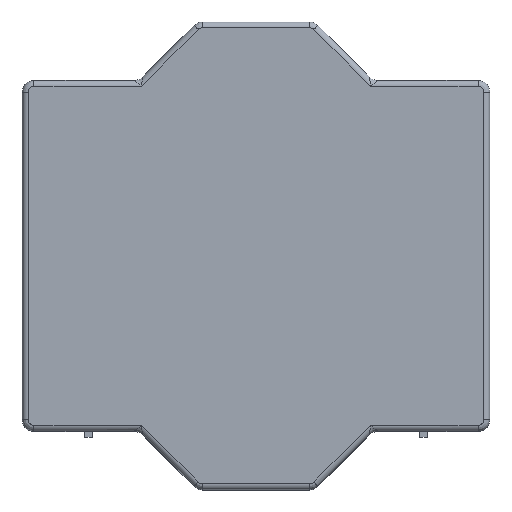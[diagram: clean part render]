
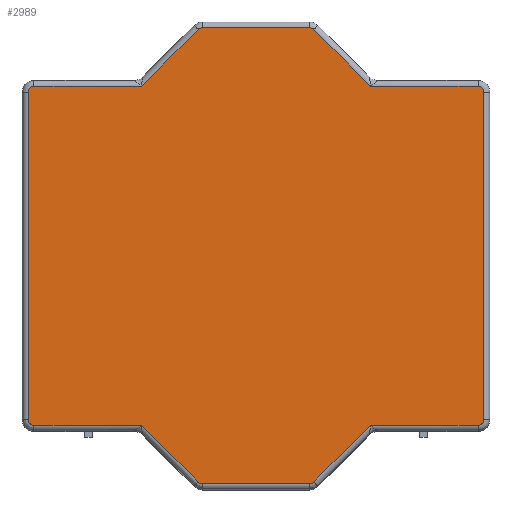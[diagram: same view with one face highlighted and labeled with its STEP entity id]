
A CAD part, top view. The second image highlights one B-rep face of the part: STEP entity #2989.
In plain terms, the highlighted planar face has unit normal (0, 0, 1).
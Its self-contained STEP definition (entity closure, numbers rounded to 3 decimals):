
#219=CIRCLE('',#3302,0.1);
#220=CIRCLE('',#3303,0.1);
#221=CIRCLE('',#3304,0.1);
#222=CIRCLE('',#3305,0.1);
#223=CIRCLE('',#3306,0.1);
#224=CIRCLE('',#3307,0.1);
#225=CIRCLE('',#3308,0.1);
#226=CIRCLE('',#3309,0.1);
#474=FACE_OUTER_BOUND('',#660,.T.);
#660=EDGE_LOOP('',(#2484,#2485,#2486,#2487,#2488,#2489,#2490,#2491,#2492,
#2493,#2494,#2495,#2496,#2497,#2498,#2499,#2500,#2501,#2502,#2503));
#902=LINE('',#5100,#1130);
#903=LINE('',#5104,#1131);
#904=LINE('',#5106,#1132);
#905=LINE('',#5110,#1133);
#906=LINE('',#5114,#1134);
#907=LINE('',#5116,#1135);
#908=LINE('',#5120,#1136);
#909=LINE('',#5124,#1137);
#910=LINE('',#5126,#1138);
#911=LINE('',#5130,#1139);
#912=LINE('',#5134,#1140);
#913=LINE('',#5135,#1141);
#1130=VECTOR('',#4036,1000.);
#1131=VECTOR('',#4039,1000.);
#1132=VECTOR('',#4040,1000.);
#1133=VECTOR('',#4043,1000.);
#1134=VECTOR('',#4046,1000.);
#1135=VECTOR('',#4047,1000.);
#1136=VECTOR('',#4050,1000.);
#1137=VECTOR('',#4053,1000.);
#1138=VECTOR('',#4054,1000.);
#1139=VECTOR('',#4057,1000.);
#1140=VECTOR('',#4060,1000.);
#1141=VECTOR('',#4061,1000.);
#1382=VERTEX_POINT('',#5096);
#1383=VERTEX_POINT('',#5097);
#1384=VERTEX_POINT('',#5099);
#1385=VERTEX_POINT('',#5101);
#1386=VERTEX_POINT('',#5103);
#1387=VERTEX_POINT('',#5105);
#1388=VERTEX_POINT('',#5107);
#1389=VERTEX_POINT('',#5109);
#1390=VERTEX_POINT('',#5111);
#1391=VERTEX_POINT('',#5113);
#1392=VERTEX_POINT('',#5115);
#1393=VERTEX_POINT('',#5117);
#1394=VERTEX_POINT('',#5119);
#1395=VERTEX_POINT('',#5121);
#1396=VERTEX_POINT('',#5123);
#1397=VERTEX_POINT('',#5125);
#1398=VERTEX_POINT('',#5127);
#1399=VERTEX_POINT('',#5129);
#1400=VERTEX_POINT('',#5131);
#1401=VERTEX_POINT('',#5133);
#1756=EDGE_CURVE('',#1382,#1383,#219,.T.);
#1757=EDGE_CURVE('',#1382,#1384,#902,.T.);
#1758=EDGE_CURVE('',#1385,#1384,#220,.T.);
#1759=EDGE_CURVE('',#1385,#1386,#903,.T.);
#1760=EDGE_CURVE('',#1386,#1387,#904,.T.);
#1761=EDGE_CURVE('',#1388,#1387,#221,.T.);
#1762=EDGE_CURVE('',#1388,#1389,#905,.T.);
#1763=EDGE_CURVE('',#1390,#1389,#222,.T.);
#1764=EDGE_CURVE('',#1390,#1391,#906,.T.);
#1765=EDGE_CURVE('',#1391,#1392,#907,.T.);
#1766=EDGE_CURVE('',#1393,#1392,#223,.T.);
#1767=EDGE_CURVE('',#1393,#1394,#908,.T.);
#1768=EDGE_CURVE('',#1395,#1394,#224,.T.);
#1769=EDGE_CURVE('',#1395,#1396,#909,.T.);
#1770=EDGE_CURVE('',#1396,#1397,#910,.T.);
#1771=EDGE_CURVE('',#1398,#1397,#225,.T.);
#1772=EDGE_CURVE('',#1398,#1399,#911,.T.);
#1773=EDGE_CURVE('',#1400,#1399,#226,.T.);
#1774=EDGE_CURVE('',#1400,#1401,#912,.T.);
#1775=EDGE_CURVE('',#1401,#1383,#913,.T.);
#2484=ORIENTED_EDGE('',*,*,#1756,.F.);
#2485=ORIENTED_EDGE('',*,*,#1757,.T.);
#2486=ORIENTED_EDGE('',*,*,#1758,.F.);
#2487=ORIENTED_EDGE('',*,*,#1759,.T.);
#2488=ORIENTED_EDGE('',*,*,#1760,.T.);
#2489=ORIENTED_EDGE('',*,*,#1761,.F.);
#2490=ORIENTED_EDGE('',*,*,#1762,.T.);
#2491=ORIENTED_EDGE('',*,*,#1763,.F.);
#2492=ORIENTED_EDGE('',*,*,#1764,.T.);
#2493=ORIENTED_EDGE('',*,*,#1765,.T.);
#2494=ORIENTED_EDGE('',*,*,#1766,.F.);
#2495=ORIENTED_EDGE('',*,*,#1767,.T.);
#2496=ORIENTED_EDGE('',*,*,#1768,.F.);
#2497=ORIENTED_EDGE('',*,*,#1769,.T.);
#2498=ORIENTED_EDGE('',*,*,#1770,.T.);
#2499=ORIENTED_EDGE('',*,*,#1771,.F.);
#2500=ORIENTED_EDGE('',*,*,#1772,.T.);
#2501=ORIENTED_EDGE('',*,*,#1773,.F.);
#2502=ORIENTED_EDGE('',*,*,#1774,.T.);
#2503=ORIENTED_EDGE('',*,*,#1775,.T.);
#2830=PLANE('',#3301);
#2989=ADVANCED_FACE('',(#474),#2830,.F.);
#3301=AXIS2_PLACEMENT_3D('',#5095,#4032,#4033);
#3302=AXIS2_PLACEMENT_3D('',#5098,#4034,#4035);
#3303=AXIS2_PLACEMENT_3D('',#5102,#4037,#4038);
#3304=AXIS2_PLACEMENT_3D('',#5108,#4041,#4042);
#3305=AXIS2_PLACEMENT_3D('',#5112,#4044,#4045);
#3306=AXIS2_PLACEMENT_3D('',#5118,#4048,#4049);
#3307=AXIS2_PLACEMENT_3D('',#5122,#4051,#4052);
#3308=AXIS2_PLACEMENT_3D('',#5128,#4055,#4056);
#3309=AXIS2_PLACEMENT_3D('',#5132,#4058,#4059);
#4032=DIRECTION('center_axis',(0.,0.,-1.));
#4033=DIRECTION('ref_axis',(0.,-1.,0.));
#4034=DIRECTION('center_axis',(0.,0.,-1.));
#4035=DIRECTION('ref_axis',(0.,-1.,0.));
#4036=DIRECTION('',(-1.,0.,0.));
#4037=DIRECTION('center_axis',(0.,0.,-1.));
#4038=DIRECTION('ref_axis',(0.,-1.,0.));
#4039=DIRECTION('',(-0.707,-0.707,0.));
#4040=DIRECTION('',(-1.,0.,0.));
#4041=DIRECTION('center_axis',(0.,0.,-1.));
#4042=DIRECTION('ref_axis',(0.,-1.,0.));
#4043=DIRECTION('',(0.,-1.,0.));
#4044=DIRECTION('center_axis',(0.,0.,-1.));
#4045=DIRECTION('ref_axis',(0.,-1.,0.));
#4046=DIRECTION('',(1.,0.,0.));
#4047=DIRECTION('',(0.707,-0.707,0.));
#4048=DIRECTION('center_axis',(0.,0.,-1.));
#4049=DIRECTION('ref_axis',(0.,-1.,0.));
#4050=DIRECTION('',(1.,0.,0.));
#4051=DIRECTION('center_axis',(0.,0.,-1.));
#4052=DIRECTION('ref_axis',(0.,-1.,0.));
#4053=DIRECTION('',(0.707,0.707,0.));
#4054=DIRECTION('',(1.,0.,0.));
#4055=DIRECTION('center_axis',(0.,0.,-1.));
#4056=DIRECTION('ref_axis',(0.,-1.,0.));
#4057=DIRECTION('',(0.,1.,0.));
#4058=DIRECTION('center_axis',(0.,0.,-1.));
#4059=DIRECTION('ref_axis',(0.,-1.,0.));
#4060=DIRECTION('',(-1.,0.,0.));
#4061=DIRECTION('',(-0.707,0.707,0.));
#5095=CARTESIAN_POINT('Origin',(0.,0.,4.15));
#5096=CARTESIAN_POINT('',(0.917,3.9,4.15));
#5097=CARTESIAN_POINT('',(0.988,3.871,4.15));
#5098=CARTESIAN_POINT('Origin',(0.917,3.8,4.15));
#5099=CARTESIAN_POINT('',(-0.917,3.9,4.15));
#5100=CARTESIAN_POINT('',(0.,3.9,4.15));
#5101=CARTESIAN_POINT('',(-0.988,3.871,4.15));
#5102=CARTESIAN_POINT('Origin',(-0.917,3.8,4.15));
#5103=CARTESIAN_POINT('',(-1.959,2.9,4.15));
#5104=CARTESIAN_POINT('',(-2.429,2.429,4.15));
#5105=CARTESIAN_POINT('',(-3.8,2.9,4.15));
#5106=CARTESIAN_POINT('',(0.,2.9,4.15));
#5107=CARTESIAN_POINT('',(-3.9,2.8,4.15));
#5108=CARTESIAN_POINT('Origin',(-3.8,2.8,4.15));
#5109=CARTESIAN_POINT('',(-3.9,-2.8,4.15));
#5110=CARTESIAN_POINT('',(-3.9,-3.,4.15));
#5111=CARTESIAN_POINT('',(-3.8,-2.9,4.15));
#5112=CARTESIAN_POINT('Origin',(-3.8,-2.8,4.15));
#5113=CARTESIAN_POINT('',(-1.959,-2.9,4.15));
#5114=CARTESIAN_POINT('',(-2.,-2.9,4.15));
#5115=CARTESIAN_POINT('',(-0.988,-3.871,4.15));
#5116=CARTESIAN_POINT('',(-0.929,-3.929,4.15));
#5117=CARTESIAN_POINT('',(-0.917,-3.9,4.15));
#5118=CARTESIAN_POINT('Origin',(-0.917,-3.8,4.15));
#5119=CARTESIAN_POINT('',(0.917,-3.9,4.15));
#5120=CARTESIAN_POINT('',(1.,-3.9,4.15));
#5121=CARTESIAN_POINT('',(0.988,-3.871,4.15));
#5122=CARTESIAN_POINT('Origin',(0.917,-3.8,4.15));
#5123=CARTESIAN_POINT('',(1.959,-2.9,4.15));
#5124=CARTESIAN_POINT('',(2.429,-2.429,4.15));
#5125=CARTESIAN_POINT('',(3.8,-2.9,4.15));
#5126=CARTESIAN_POINT('',(0.,-2.9,4.15));
#5127=CARTESIAN_POINT('',(3.9,-2.8,4.15));
#5128=CARTESIAN_POINT('Origin',(3.8,-2.8,4.15));
#5129=CARTESIAN_POINT('',(3.9,2.8,4.15));
#5130=CARTESIAN_POINT('',(3.9,0.,4.15));
#5131=CARTESIAN_POINT('',(3.8,2.9,4.15));
#5132=CARTESIAN_POINT('Origin',(3.8,2.8,4.15));
#5133=CARTESIAN_POINT('',(1.959,2.9,4.15));
#5134=CARTESIAN_POINT('',(2.,2.9,4.15));
#5135=CARTESIAN_POINT('',(0.929,3.929,4.15));
